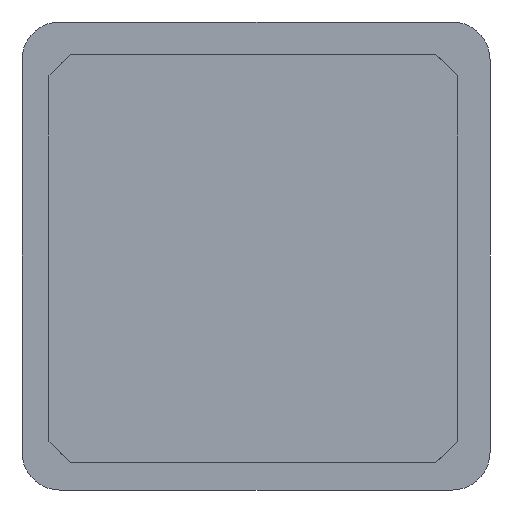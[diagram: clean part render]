
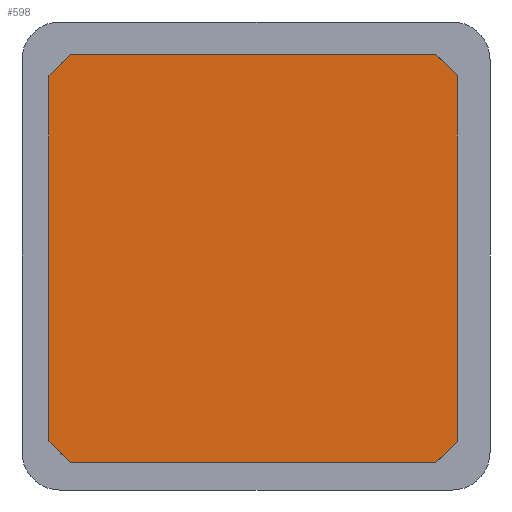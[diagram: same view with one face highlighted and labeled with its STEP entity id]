
A CAD part, left-side view. The second image highlights one B-rep face of the part: STEP entity #598.
In plain terms, the highlighted planar face has unit normal (-1, 0, 0).
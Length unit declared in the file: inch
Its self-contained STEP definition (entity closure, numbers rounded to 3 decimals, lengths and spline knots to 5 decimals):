
#34=PLANE('',#651);
#65=FACE_OUTER_BOUND('',#98,.T.);
#98=EDGE_LOOP('',(#490,#491,#492,#493,#494,#495,#496,#497));
#132=LINE('',#892,#196);
#136=LINE('',#899,#200);
#155=LINE('',#945,#219);
#159=LINE('',#952,#223);
#160=LINE('',#955,#224);
#161=LINE('',#956,#225);
#162=LINE('',#958,#226);
#163=LINE('',#959,#227);
#196=VECTOR('',#720,0.3937);
#200=VECTOR('',#726,0.3937);
#219=VECTOR('',#767,0.3937);
#223=VECTOR('',#773,0.3937);
#224=VECTOR('',#776,0.3937);
#225=VECTOR('',#777,0.3937);
#226=VECTOR('',#778,0.3937);
#227=VECTOR('',#779,0.3937);
#278=VERTEX_POINT('',#889);
#279=VERTEX_POINT('',#891);
#281=VERTEX_POINT('',#897);
#296=VERTEX_POINT('',#942);
#297=VERTEX_POINT('',#944);
#299=VERTEX_POINT('',#950);
#300=VERTEX_POINT('',#954);
#301=VERTEX_POINT('',#957);
#341=EDGE_CURVE('',#279,#278,#132,.T.);
#345=EDGE_CURVE('',#281,#278,#136,.T.);
#367=EDGE_CURVE('',#297,#296,#155,.T.);
#371=EDGE_CURVE('',#299,#296,#159,.T.);
#372=EDGE_CURVE('',#281,#300,#160,.T.);
#373=EDGE_CURVE('',#297,#300,#161,.T.);
#374=EDGE_CURVE('',#299,#301,#162,.T.);
#375=EDGE_CURVE('',#279,#301,#163,.T.);
#490=ORIENTED_EDGE('',*,*,#345,.F.);
#491=ORIENTED_EDGE('',*,*,#372,.T.);
#492=ORIENTED_EDGE('',*,*,#373,.F.);
#493=ORIENTED_EDGE('',*,*,#367,.T.);
#494=ORIENTED_EDGE('',*,*,#371,.F.);
#495=ORIENTED_EDGE('',*,*,#374,.T.);
#496=ORIENTED_EDGE('',*,*,#375,.F.);
#497=ORIENTED_EDGE('',*,*,#341,.T.);
#598=ADVANCED_FACE('',(#65),#34,.T.);
#651=AXIS2_PLACEMENT_3D('',#953,#774,#775);
#720=DIRECTION('',(0.,-1.,0.));
#726=DIRECTION('',(0.,0.707,-0.707));
#767=DIRECTION('',(0.,1.,0.));
#773=DIRECTION('',(0.,-0.707,0.707));
#774=DIRECTION('center_axis',(-1.,0.,0.));
#775=DIRECTION('ref_axis',(0.,0.,1.));
#776=DIRECTION('',(0.,0.,1.));
#777=DIRECTION('',(0.,-0.707,-0.707));
#778=DIRECTION('',(0.,0.,-1.));
#779=DIRECTION('',(0.,0.707,0.707));
#889=CARTESIAN_POINT('',(-0.06,6.94659,3.0537));
#891=CARTESIAN_POINT('',(-0.06,7.62159,3.0537));
#892=CARTESIAN_POINT('',(-0.06,6.90659,3.0537));
#897=CARTESIAN_POINT('',(-0.06,6.90659,3.0937));
#899=CARTESIAN_POINT('',(-0.06,6.92659,3.0737));
#942=CARTESIAN_POINT('',(-0.06,7.62159,3.8087));
#944=CARTESIAN_POINT('',(-0.06,6.94659,3.8087));
#945=CARTESIAN_POINT('',(-0.06,7.66159,3.8087));
#950=CARTESIAN_POINT('',(-0.06,7.66159,3.7687));
#952=CARTESIAN_POINT('',(-0.06,7.64159,3.7887));
#953=CARTESIAN_POINT('Origin',(-0.06,7.28409,3.4312));
#954=CARTESIAN_POINT('',(-0.06,6.90659,3.7687));
#955=CARTESIAN_POINT('',(-0.06,6.90659,3.8087));
#956=CARTESIAN_POINT('',(-0.06,6.92659,3.7887));
#957=CARTESIAN_POINT('',(-0.06,7.66159,3.0937));
#958=CARTESIAN_POINT('',(-0.06,7.66159,3.0537));
#959=CARTESIAN_POINT('',(-0.06,7.64159,3.0737));
